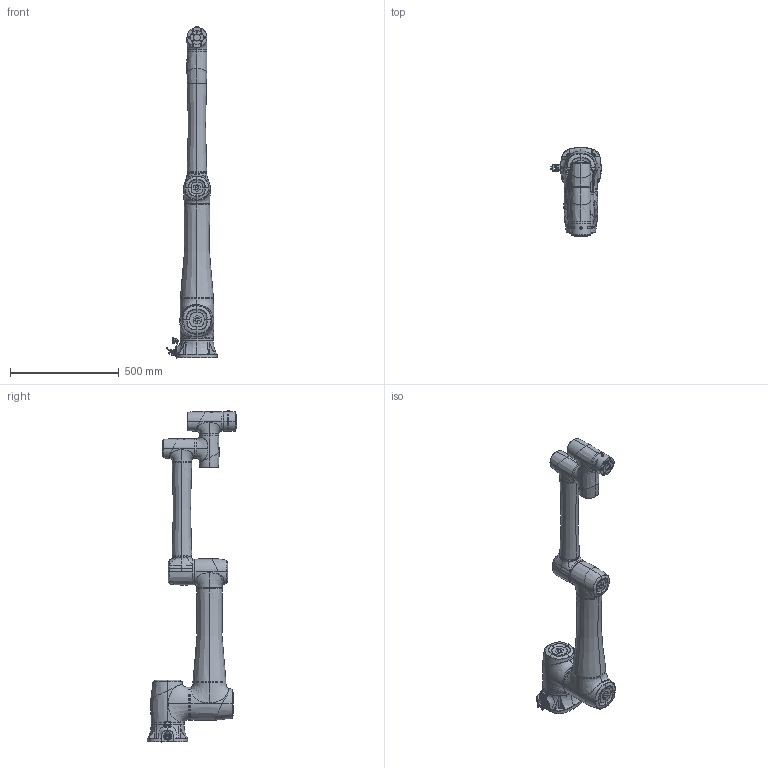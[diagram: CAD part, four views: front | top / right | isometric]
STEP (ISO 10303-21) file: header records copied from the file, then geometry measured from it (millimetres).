
FILE_DESCRIPTION((''),'2;1');
FILE_NAME('CR10V_ASM','2025-10-22T21:23:55',('lw'),(''),'CREO PARAMETRIC BY PTC INC, 2024153','CREO PARAMETRIC BY PTC INC, 2024153','');
FILE_SCHEMA(('CONFIG_CONTROL_DESIGN'));
Products named in the file (8): CR10A_J1; CR10A_BASE; CR10A_J2; CR10A_J3; CR10A_J4; CR10A_J5; CR10AFJ6; CR10V_ASM
Assembly tree (7 placements, depth 2):
  CR10V_ASM
    CR10A_J1
    CR10A_BASE
    CR10A_J2
    CR10A_J3
    CR10A_J4
    CR10A_J5
    CR10AFJ6
Bounding box: 232.21 x 411.2 x 1529.5 mm (x, y, z)
Volume: 24745133.6 mm3; surface area: 1100383.5 mm2
Topology: 7 solids, 28 shells, 2856 faces, 7069 edges, 4492 vertices
Faces by surface type: plane 1599, cylinder 596, bspline 365, cone 180, extrusion 70, torus 42, revolution 2, sphere 2
Entity records: 119950 total; most frequent: CARTESIAN_POINT 54214, ORIENTED_EDGE 14076, DIRECTION 12497, EDGE_CURVE 7038, VERTEX_POINT 4493, VECTOR 4179, AXIS2_PLACEMENT_3D 4158, LINE 4109
